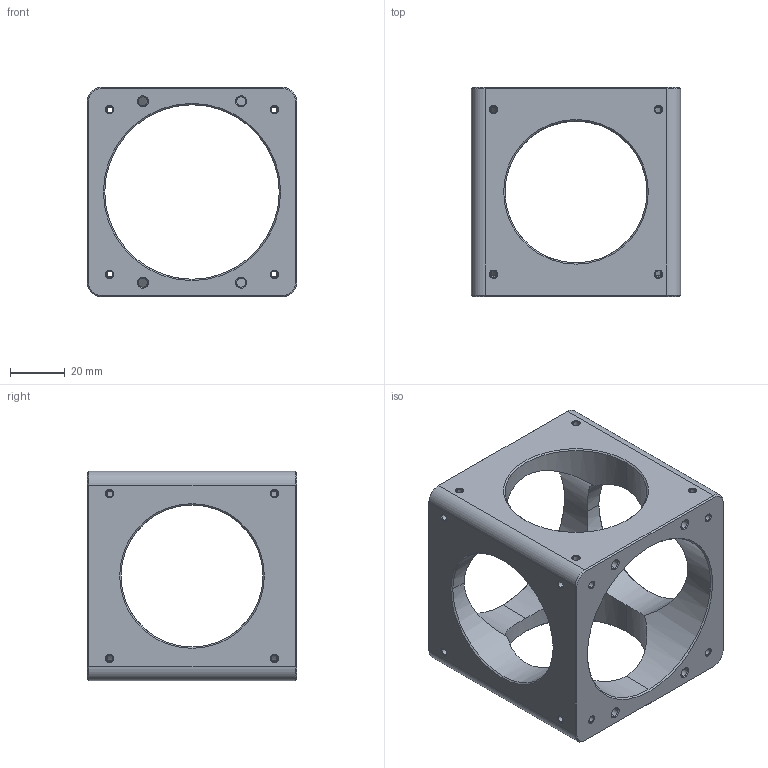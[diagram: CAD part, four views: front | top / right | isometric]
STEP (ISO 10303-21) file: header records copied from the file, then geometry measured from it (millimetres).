
FILE_DESCRIPTION (( 'STEP AP203' ), '1' );
FILE_NAME ('2.3.7.4_L60F-BM_60 mm笼式立方体，带M3螺纹，M4螺孔.STEP', '2021-07-26T02:46:09', ( 'China' ), ( 'Home' ), 'SwSTEP 2.0', 'SolidWorks 2018', '' );
FILE_SCHEMA (( 'CONFIG_CONTROL_DESIGN' ));
Length unit declared in the file: millimetre
Products named in the file (1): 2.3.7.4_L60F-BM_60 mm笼式立方体，带M3螺纹，M4螺孔
Bounding box: 76.2 x 76.2 x 76.2 mm (x, y, z)
Surface area: 34452.2 mm2 (no closed solid volume)
Topology: 0 solids, 1 shells, 178 faces, 488 edges, 292 vertices
Faces by surface type: cone 84, cylinder 80, plane 14
Entity records: 6089 total; most frequent: CARTESIAN_POINT 1471, DIRECTION 1014, ORIENTED_EDGE 912, EDGE_CURVE 488, AXIS2_PLACEMENT_3D 411, VERTEX_POINT 292, CIRCLE 232, EDGE_LOOP 216
